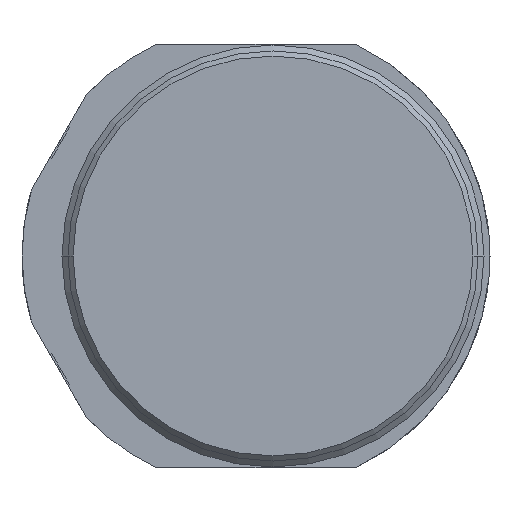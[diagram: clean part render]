
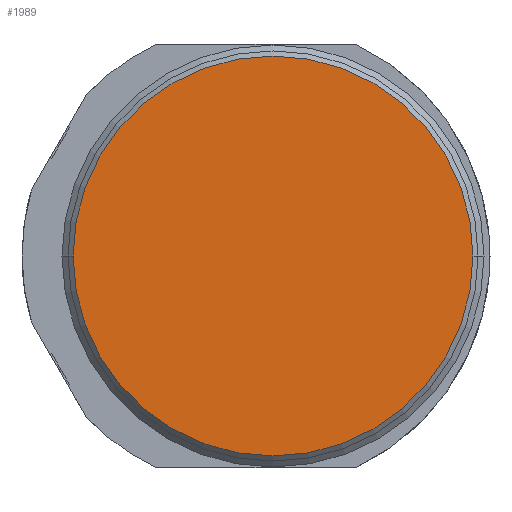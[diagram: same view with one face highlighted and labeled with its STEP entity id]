
A CAD part, left-side view. The second image highlights one B-rep face of the part: STEP entity #1989.
In plain terms, the highlighted planar face has unit normal (-1, 0, 0).
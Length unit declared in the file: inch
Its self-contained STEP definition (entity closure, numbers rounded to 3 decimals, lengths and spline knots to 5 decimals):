
#677=CARTESIAN_POINT('',(-4.688,-0.1,0.));
#678=DIRECTION('',(-1.,0.,0.));
#679=DIRECTION('',(0.,1.,0.));
#680=AXIS2_PLACEMENT_3D('',#677,#678,#679);
#707=CARTESIAN_POINT('',(-4.688,-0.1,0.));
#708=DIRECTION('',(1.,0.,0.));
#709=DIRECTION('',(0.,1.,0.));
#710=AXIS2_PLACEMENT_3D('',#707,#708,#709);
#1337=CARTESIAN_POINT('',(-4.688,1.075,0.));
#1338=CARTESIAN_POINT('',(-4.688,-1.275,0.));
#1339=VERTEX_POINT('',#1337);
#1340=VERTEX_POINT('',#1338);
#1979=CARTESIAN_POINT('',(-4.688,0.,0.));
#1980=DIRECTION('',(1.,0.,0.));
#1981=DIRECTION('',(0.,0.,-1.));
#1982=AXIS2_PLACEMENT_3D('',#1979,#1980,#1981);
#1983=PLANE('',#1982);
#1984=ORIENTED_EDGE('',*,*,#1969,.F.);
#1986=ORIENTED_EDGE('',*,*,#1985,.T.);
#1987=EDGE_LOOP('',(#1984,#1986));
#1988=FACE_OUTER_BOUND('',#1987,.F.);
#681=CIRCLE('',#680,1.175);
#711=CIRCLE('',#710,1.175);
#1969=EDGE_CURVE('',#1339,#1340,#681,.T.);
#1985=EDGE_CURVE('',#1339,#1340,#711,.T.);
#1989=ADVANCED_FACE('',(#1988),#1983,.F.);
